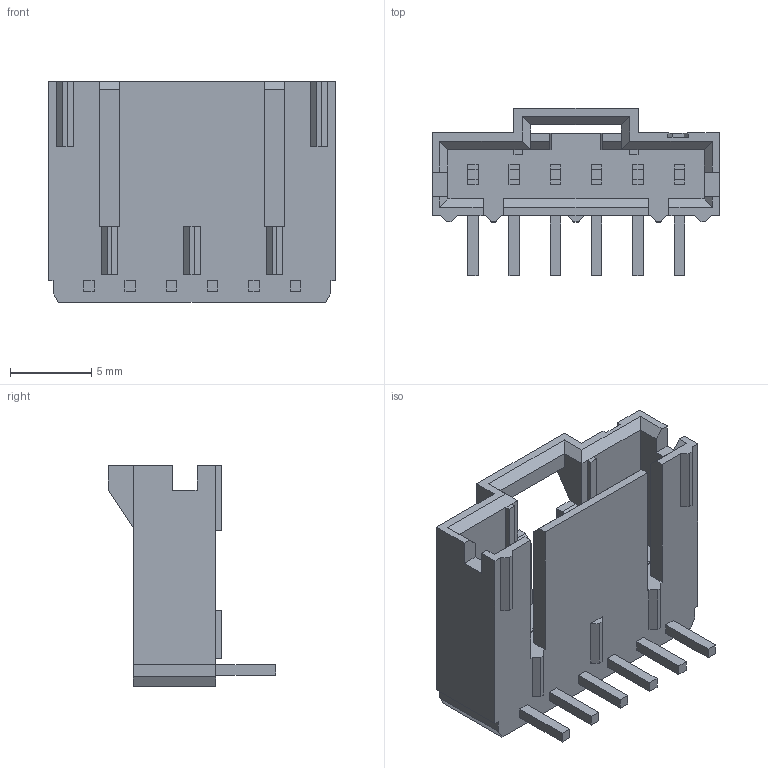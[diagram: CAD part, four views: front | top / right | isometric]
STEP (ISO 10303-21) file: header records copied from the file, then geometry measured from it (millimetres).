
FILE_DESCRIPTION(('STEP AP203'),'1');
FILE_NAME('103906-5.stp','2025-03-10T21:11:42',('TraceParts'),('TraceParts S.A.'),'Spatial InterOp 3D',' ',' ');
FILE_SCHEMA(('CONFIG_CONTROL_DESIGN'));
Length unit declared in the file: millimetre
Products named in the file (1): 1
Bounding box: 17.65 x 10.28 x 13.59 mm (x, y, z)
Volume: 764.9 mm3; surface area: 1258.5 mm2
Topology: 1 solids, 1 shells, 179 faces, 482 edges, 316 vertices
Faces by surface type: plane 179
Entity records: 5516 total; most frequent: CARTESIAN_POINT 978, ORIENTED_EDGE 964, DIRECTION 842, EDGE_CURVE 482, LINE 482, VECTOR 482, VERTEX_POINT 316, EDGE_LOOP 192
